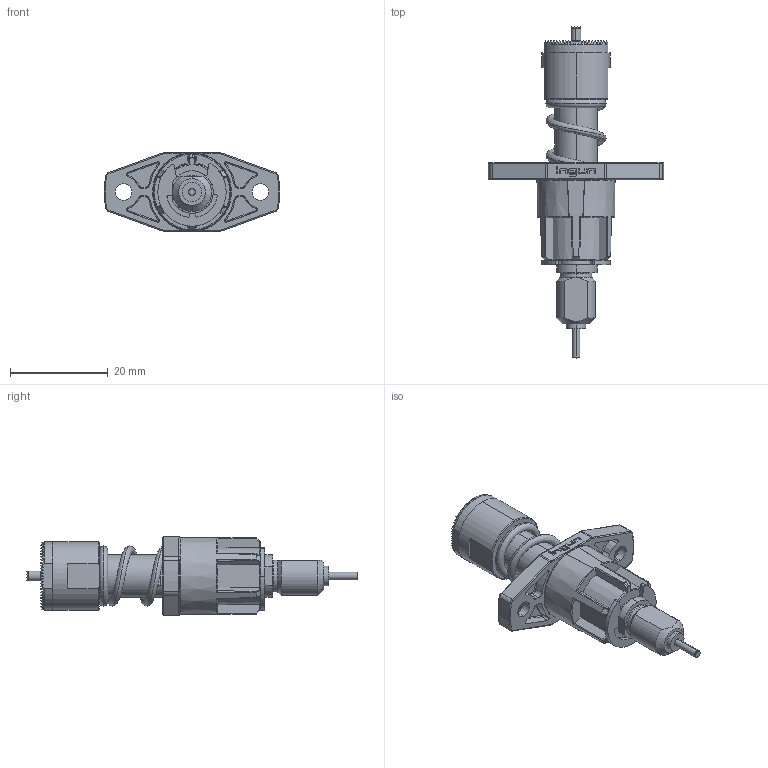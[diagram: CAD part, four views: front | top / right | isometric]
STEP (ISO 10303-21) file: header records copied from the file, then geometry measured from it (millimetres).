
FILE_DESCRIPTION (( 'STEP AP203' ), '1' );
FILE_NAME ('INGUN_BCP-694_360_1400_A_xx04-53.STEP', '2025-06-10T06:28:31', ( '' ), ( '' ), 'SwSTEP 2.0', 'SolidWorks 2023', '' );
FILE_SCHEMA (( 'CONFIG_CONTROL_DESIGN' ));
Length unit declared in the file: millimetre
Products named in the file (1): INGUN_BCP-694_360_1400_A_xx04-53
Bounding box: 35.94 x 68 x 16 mm (x, y, z)
Volume: 6750.2 mm3; surface area: 5524.3 mm2
Topology: 1 solids, 1 shells, 2153 faces, 3922 edges, 1784 vertices
Faces by surface type: plane 1799, cylinder 131, torus 85, cone 70, bspline 40, sphere 28
Entity records: 50954 total; most frequent: CARTESIAN_POINT 11339, DIRECTION 8233, ORIENTED_EDGE 7836, EDGE_CURVE 3918, LINE 2893, VECTOR 2893, AXIS2_PLACEMENT_3D 2670, EDGE_LOOP 2176
